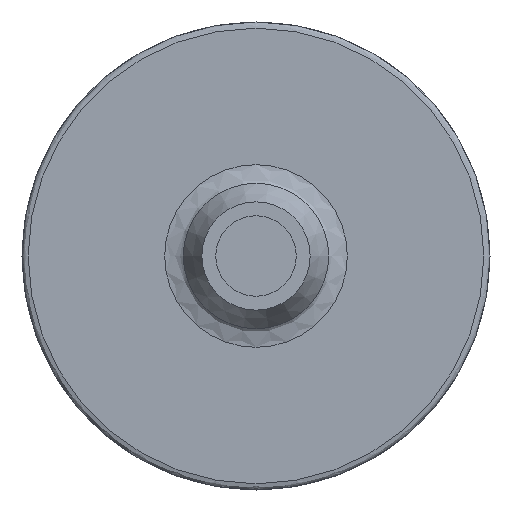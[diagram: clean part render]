
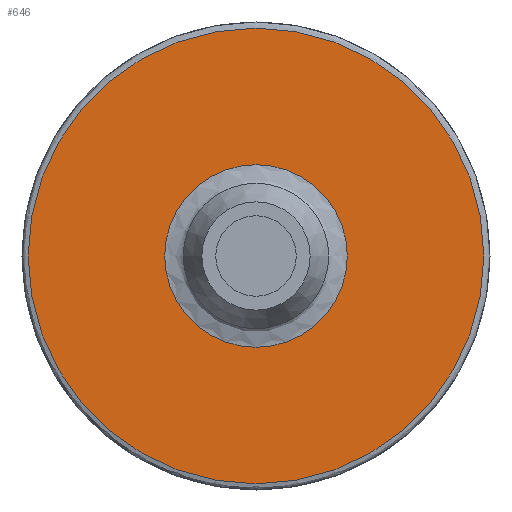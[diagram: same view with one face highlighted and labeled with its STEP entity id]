
A CAD part, left-side view. The second image highlights one B-rep face of the part: STEP entity #646.
In plain terms, the highlighted planar face has unit normal (-1, 0, 0).
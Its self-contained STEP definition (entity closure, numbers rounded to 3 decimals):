
#457 = SURFACE_OF_REVOLUTION('',#458,#463);
#458 = CIRCLE('',#459,0.254);
#459 = AXIS2_PLACEMENT_3D('',#460,#461,#462);
#460 = CARTESIAN_POINT('',(-1.981,9.347,0.));
#461 = DIRECTION('',(0.,0.,1.));
#462 = DIRECTION('',(1.,0.,0.));
#463 = AXIS1_PLACEMENT('',#464,#465);
#464 = CARTESIAN_POINT('',(0.,0.,0.));
#465 = DIRECTION('',(-1.,0.,0.));
#533 = VERTEX_POINT('',#534);
#534 = CARTESIAN_POINT('',(-2.235,9.347,0.));
#556 = EDGE_CURVE('',#533,#533,#557,.T.);
#557 = SURFACE_CURVE('',#558,(#563,#570),.PCURVE_S1.);
#558 = CIRCLE('',#559,9.347);
#559 = AXIS2_PLACEMENT_3D('',#560,#561,#562);
#560 = CARTESIAN_POINT('',(-2.235,0.,
    0.));
#561 = DIRECTION('',(-1.,0.,0.));
#562 = DIRECTION('',(0.,1.,0.));
#563 = PCURVE('',#457,#564);
#564 = DEFINITIONAL_REPRESENTATION('',(#565),#569);
#565 = LINE('',#566,#567);
#566 = CARTESIAN_POINT('',(0.,3.142));
#567 = VECTOR('',#568,1.);
#568 = DIRECTION('',(1.,0.));
#569 = ( GEOMETRIC_REPRESENTATION_CONTEXT(2) 
PARAMETRIC_REPRESENTATION_CONTEXT() REPRESENTATION_CONTEXT('2D SPACE',''
  ) );
#570 = PCURVE('',#571,#576);
#571 = PLANE('',#572);
#572 = AXIS2_PLACEMENT_3D('',#573,#574,#575);
#573 = CARTESIAN_POINT('',(-2.235,0.,
    0.));
#574 = DIRECTION('',(1.,0.,0.));
#575 = DIRECTION('',(0.,-1.,0.));
#576 = DEFINITIONAL_REPRESENTATION('',(#577),#585);
#577 = ( BOUNDED_CURVE() B_SPLINE_CURVE(2,(#578,#579,#580,#581,#582,#583
,#584),.UNSPECIFIED.,.T.,.F.) B_SPLINE_CURVE_WITH_KNOTS((1,2,2,2,2,1),(
    -2.094,0.,2.094,4.189,6.283,
8.378),.UNSPECIFIED.) CURVE() GEOMETRIC_REPRESENTATION_ITEM() 
RATIONAL_B_SPLINE_CURVE((1.,0.5,1.,0.5,1.,0.5,1.)) REPRESENTATION_ITEM(
  '') );
#578 = CARTESIAN_POINT('',(-9.347,0.));
#579 = CARTESIAN_POINT('',(-9.347,16.19));
#580 = CARTESIAN_POINT('',(4.674,8.095));
#581 = CARTESIAN_POINT('',(18.694,0.));
#582 = CARTESIAN_POINT('',(4.674,-8.095));
#583 = CARTESIAN_POINT('',(-9.347,-16.19));
#584 = CARTESIAN_POINT('',(-9.347,0.));
#585 = ( GEOMETRIC_REPRESENTATION_CONTEXT(2) 
PARAMETRIC_REPRESENTATION_CONTEXT() REPRESENTATION_CONTEXT('2D SPACE',''
  ) );
#646 = ADVANCED_FACE('',(#647,#650),#571,.F.);
#647 = FACE_BOUND('',#648,.T.);
#648 = EDGE_LOOP('',(#649));
#649 = ORIENTED_EDGE('',*,*,#556,.T.);
#650 = FACE_BOUND('',#651,.T.);
#651 = EDGE_LOOP('',(#652));
#652 = ORIENTED_EDGE('',*,*,#653,.F.);
#653 = EDGE_CURVE('',#654,#654,#656,.T.);
#654 = VERTEX_POINT('',#655);
#655 = CARTESIAN_POINT('',(-2.235,3.747,0.));
#656 = SURFACE_CURVE('',#657,(#662,#673),.PCURVE_S1.);
#657 = CIRCLE('',#658,3.747);
#658 = AXIS2_PLACEMENT_3D('',#659,#660,#661);
#659 = CARTESIAN_POINT('',(-2.235,0.,
    0.));
#660 = DIRECTION('',(-1.,0.,0.));
#661 = DIRECTION('',(0.,1.,0.));
#662 = PCURVE('',#571,#663);
#663 = DEFINITIONAL_REPRESENTATION('',(#664),#672);
#664 = ( BOUNDED_CURVE() B_SPLINE_CURVE(2,(#665,#666,#667,#668,#669,#670
,#671),.UNSPECIFIED.,.T.,.F.) B_SPLINE_CURVE_WITH_KNOTS((1,2,2,2,2,1),(
    -2.094,0.,2.094,4.189,6.283,
8.378),.UNSPECIFIED.) CURVE() GEOMETRIC_REPRESENTATION_ITEM() 
RATIONAL_B_SPLINE_CURVE((1.,0.5,1.,0.5,1.,0.5,1.)) REPRESENTATION_ITEM(
  '') );
#665 = CARTESIAN_POINT('',(-3.747,0.));
#666 = CARTESIAN_POINT('',(-3.747,6.489));
#667 = CARTESIAN_POINT('',(1.873,3.245));
#668 = CARTESIAN_POINT('',(7.493,0.));
#669 = CARTESIAN_POINT('',(1.873,-3.245));
#670 = CARTESIAN_POINT('',(-3.747,-6.489));
#671 = CARTESIAN_POINT('',(-3.747,0.));
#672 = ( GEOMETRIC_REPRESENTATION_CONTEXT(2) 
PARAMETRIC_REPRESENTATION_CONTEXT() REPRESENTATION_CONTEXT('2D SPACE',''
  ) );
#673 = PCURVE('',#674,#683);
#674 = SURFACE_OF_REVOLUTION('',#675,#680);
#675 = CIRCLE('',#676,1.27);
#676 = AXIS2_PLACEMENT_3D('',#677,#678,#679);
#677 = CARTESIAN_POINT('',(-3.505,3.747,0.));
#678 = DIRECTION('',(0.,0.,1.));
#679 = DIRECTION('',(1.,0.,0.));
#680 = AXIS1_PLACEMENT('',#681,#682);
#681 = CARTESIAN_POINT('',(0.,0.,0.));
#682 = DIRECTION('',(-1.,0.,0.));
#683 = DEFINITIONAL_REPRESENTATION('',(#684),#688);
#684 = LINE('',#685,#686);
#685 = CARTESIAN_POINT('',(0.,6.283));
#686 = VECTOR('',#687,1.);
#687 = DIRECTION('',(1.,0.));
#688 = ( GEOMETRIC_REPRESENTATION_CONTEXT(2) 
PARAMETRIC_REPRESENTATION_CONTEXT() REPRESENTATION_CONTEXT('2D SPACE',''
  ) );
